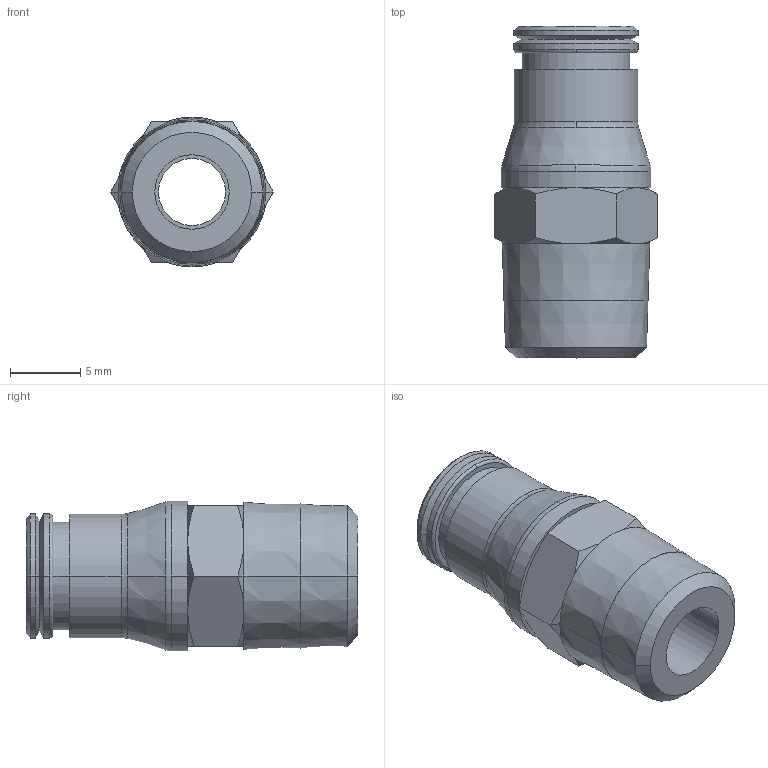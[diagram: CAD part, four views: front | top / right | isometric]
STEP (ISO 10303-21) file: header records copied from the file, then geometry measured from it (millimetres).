
FILE_DESCRIPTION(('STEP AP214'),'1');
FILE_NAME('3805_55_11.stp','2016-07-07T14:27:04',('TraceParts'),('TraceParts S.A.'),'Spatial InterOp 3D',' ',' ');
FILE_SCHEMA(('automotive_design'));
Length unit declared in the file: millimetre
Products named in the file (1): 1
Bounding box: 11.55 x 23.59 x 10.66 mm (x, y, z)
Volume: 1294 mm3; surface area: 1301.5 mm2
Topology: 1 solids, 1 shells, 67 faces, 149 edges, 91 vertices
Faces by surface type: cone 30, cylinder 16, plane 15, torus 6
Entity records: 1911 total; most frequent: CARTESIAN_POINT 404, DIRECTION 346, ORIENTED_EDGE 298, AXIS2_PLACEMENT_3D 153, EDGE_CURVE 149, VERTEX_POINT 91, CIRCLE 85, EDGE_LOOP 76
